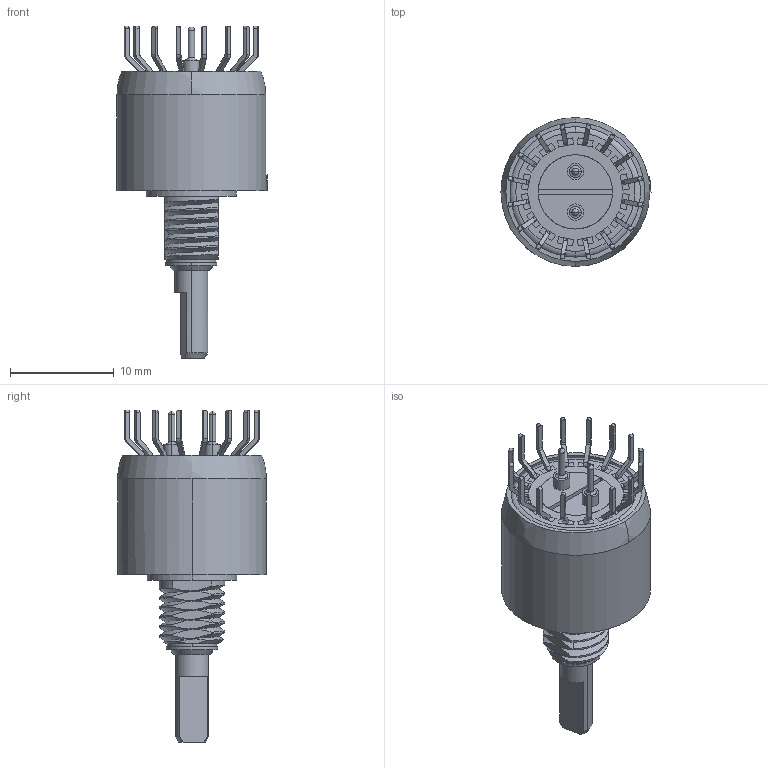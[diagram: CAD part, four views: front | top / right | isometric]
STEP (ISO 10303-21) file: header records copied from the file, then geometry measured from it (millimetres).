
FILE_DESCRIPTION((''),'2;1');
FILE_NAME('51P22-01-2-XXX','2016-09-27T',('jjanota'),(''),'PRO/ENGINEER BY PARAMETRIC TECHNOLOGY CORPORATION, 2011490','PRO/ENGINEER BY PARAMETRIC TECHNOLOGY CORPORATION, 2011490','');
FILE_SCHEMA(('CONFIG_CONTROL_DESIGN'));
Length unit declared in the file: inch
Products named in the file (1): 51P22-01-2-XXX
Bounding box: 14.45 x 14.33 x 31.98 mm (x, y, z)
Surface area: 1502.1 mm2 (no closed solid volume)
Topology: 0 solids, 23 shells, 267 faces, 877 edges, 634 vertices
Faces by surface type: plane 145, cylinder 96, bspline 8, cone 8, torus 6, sphere 4
Entity records: 13437 total; most frequent: CARTESIAN_POINT 3992, DIRECTION 1574, ORIENTED_EDGE 1486, EDGE_CURVE 873, VERTEX_POINT 634, VECTOR 540, LINE 540, AXIS2_PLACEMENT_3D 517
